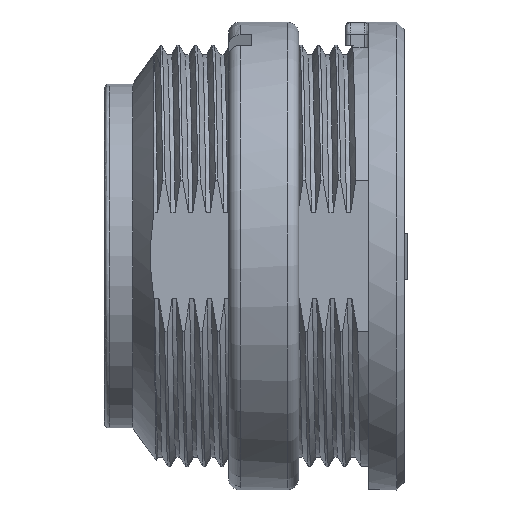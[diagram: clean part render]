
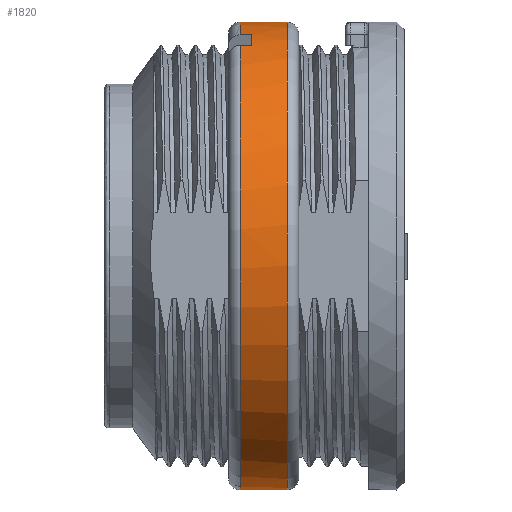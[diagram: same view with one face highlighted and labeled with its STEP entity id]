
A CAD part, top view. The second image highlights one B-rep face of the part: STEP entity #1820.
In plain terms, the highlighted cylindrical face has radius 10 mm (diameter 20 mm), a full revolution.
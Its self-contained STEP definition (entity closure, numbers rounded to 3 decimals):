
#1325=CYLINDRICAL_SURFACE('',#6904,10.);
#1383=FACE_BOUND('',#2542,.T.);
#1384=FACE_BOUND('',#2543,.T.);
#1522=CIRCLE('',#6886,10.);
#1529=CIRCLE('',#6900,10.);
#1530=CIRCLE('',#6901,10.);
#1531=CIRCLE('',#6902,10.);
#1532=CIRCLE('',#6903,10.);
#1820=ADVANCED_FACE('',(#1383,#1384),#1325,.T.);
#2542=EDGE_LOOP('',(#4177));
#2543=EDGE_LOOP('',(#4178,#4179,#4180,#4181,#4182,#4183,#4184,#4185));
#4177=ORIENTED_EDGE('',*,*,#5714,.F.);
#4178=ORIENTED_EDGE('',*,*,#5715,.F.);
#4179=ORIENTED_EDGE('',*,*,#5695,.T.);
#4180=ORIENTED_EDGE('',*,*,#5716,.T.);
#4181=ORIENTED_EDGE('',*,*,#5717,.T.);
#4182=ORIENTED_EDGE('',*,*,#5718,.F.);
#4183=ORIENTED_EDGE('',*,*,#5719,.T.);
#4184=ORIENTED_EDGE('',*,*,#5720,.T.);
#4185=ORIENTED_EDGE('',*,*,#5721,.T.);
#4851=VERTEX_POINT('',#37390);
#4852=VERTEX_POINT('',#37392);
#4863=VERTEX_POINT('',#37512);
#4864=VERTEX_POINT('',#37514);
#4865=VERTEX_POINT('',#37516);
#4866=VERTEX_POINT('',#37518);
#4867=VERTEX_POINT('',#37520);
#4868=VERTEX_POINT('',#37522);
#4869=VERTEX_POINT('',#37524);
#5695=EDGE_CURVE('',#4852,#4851,#1522,.T.);
#5714=EDGE_CURVE('',#4863,#4863,#1529,.T.);
#5715=EDGE_CURVE('',#4852,#4864,#6142,.T.);
#5716=EDGE_CURVE('',#4851,#4865,#6143,.T.);
#5717=EDGE_CURVE('',#4865,#4866,#1530,.T.);
#5718=EDGE_CURVE('',#4867,#4866,#6144,.T.);
#5719=EDGE_CURVE('',#4867,#4868,#1531,.T.);
#5720=EDGE_CURVE('',#4868,#4869,#6145,.T.);
#5721=EDGE_CURVE('',#4869,#4864,#1532,.T.);
#6142=LINE('',#37513,#6538);
#6143=LINE('',#37515,#6539);
#6144=LINE('',#37519,#6540);
#6145=LINE('',#37523,#6541);
#6538=VECTOR('',#8012,1.);
#6539=VECTOR('',#8013,1.);
#6540=VECTOR('',#8016,1.);
#6541=VECTOR('',#8019,1.);
#6886=AXIS2_PLACEMENT_3D('',#37391,#7976,#7977);
#6900=AXIS2_PLACEMENT_3D('',#37511,#8010,#8011);
#6901=AXIS2_PLACEMENT_3D('',#37517,#8014,#8015);
#6902=AXIS2_PLACEMENT_3D('',#37521,#8017,#8018);
#6903=AXIS2_PLACEMENT_3D('',#37525,#8020,#8021);
#6904=AXIS2_PLACEMENT_3D('',#37526,#8022,#8023);
#7976=DIRECTION('',(1.,0.,0.));
#7977=DIRECTION('',(0.,0.924,0.382));
#8010=DIRECTION('',(1.,0.,0.));
#8011=DIRECTION('',(0.,0.924,0.382));
#8012=DIRECTION('',(-1.,0.,0.));
#8013=DIRECTION('',(-1.,0.,0.));
#8014=DIRECTION('',(1.,0.,0.));
#8015=DIRECTION('',(0.,0.924,0.382));
#8016=DIRECTION('',(-1.,0.,0.));
#8017=DIRECTION('',(1.,0.,0.));
#8018=DIRECTION('',(0.,0.924,0.382));
#8019=DIRECTION('',(-1.,0.,0.));
#8020=DIRECTION('',(1.,0.,0.));
#8021=DIRECTION('',(0.,0.924,0.382));
#8022=DIRECTION('',(1.,0.,0.));
#8023=DIRECTION('',(0.,0.924,0.382));
#37390=CARTESIAN_POINT('',(6.3,8.996,4.366));
#37391=CARTESIAN_POINT('',(6.3,0.,0.));
#37392=CARTESIAN_POINT('',(6.3,9.455,3.257));
#37511=CARTESIAN_POINT('',(7.8,0.,0.));
#37512=CARTESIAN_POINT('',(7.8,9.242,3.818));
#37513=CARTESIAN_POINT('',(6.3,9.455,3.257));
#37514=CARTESIAN_POINT('',(5.8,9.455,3.257));
#37515=CARTESIAN_POINT('',(8.3,8.996,4.366));
#37516=CARTESIAN_POINT('',(5.8,8.996,4.366));
#37517=CARTESIAN_POINT('',(5.8,0.,0.));
#37518=CARTESIAN_POINT('',(5.8,-9.455,-3.257));
#37519=CARTESIAN_POINT('',(6.3,-9.455,-3.257));
#37520=CARTESIAN_POINT('',(6.3,-9.455,-3.257));
#37521=CARTESIAN_POINT('',(6.3,0.,0.));
#37522=CARTESIAN_POINT('',(6.3,-8.996,-4.366));
#37523=CARTESIAN_POINT('',(6.3,-8.996,-4.366));
#37524=CARTESIAN_POINT('',(5.8,-8.996,-4.366));
#37525=CARTESIAN_POINT('',(5.8,0.,0.));
#37526=CARTESIAN_POINT('',(8.3,0.,0.));
